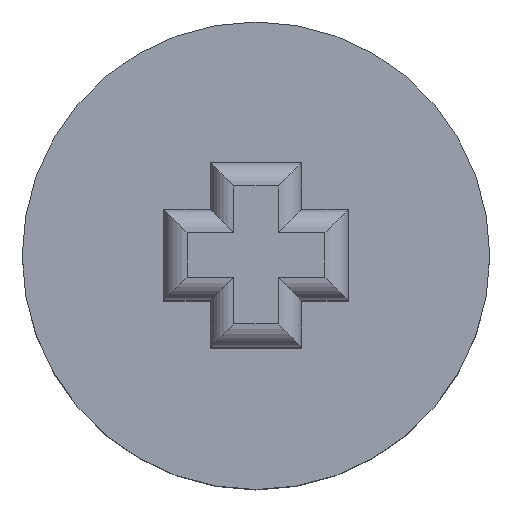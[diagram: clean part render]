
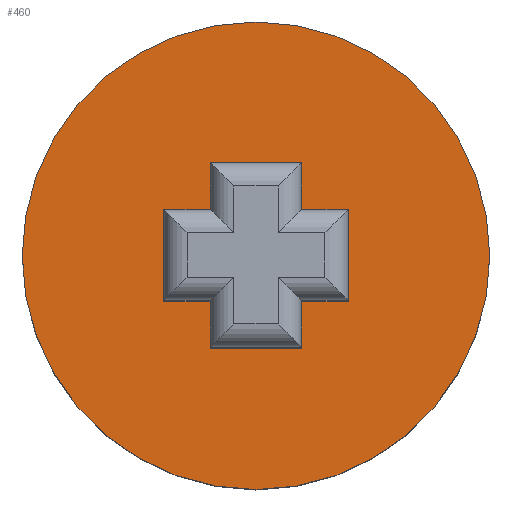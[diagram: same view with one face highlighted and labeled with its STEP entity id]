
A CAD part, top view. The second image highlights one B-rep face of the part: STEP entity #460.
In plain terms, the highlighted planar face has unit normal (0, 0, 1).
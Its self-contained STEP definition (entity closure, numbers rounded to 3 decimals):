
#15=FACE_BOUND('',#82,.T.);
#16=CIRCLE('',#514,10.);
#25=PLANE('',#516);
#53=FACE_OUTER_BOUND('',#81,.T.);
#81=EDGE_LOOP('',(#389));
#82=EDGE_LOOP('',(#390,#391,#392,#393,#394,#395,#396,#397,#398,#399,#400,
#401));
#127=LINE('',#736,#176);
#130=LINE('',#741,#179);
#132=LINE('',#745,#181);
#134=LINE('',#749,#183);
#136=LINE('',#753,#185);
#138=LINE('',#757,#187);
#140=LINE('',#767,#189);
#141=LINE('',#769,#190);
#142=LINE('',#771,#191);
#143=LINE('',#773,#192);
#144=LINE('',#775,#193);
#145=LINE('',#776,#194);
#176=VECTOR('',#601,10.);
#179=VECTOR('',#606,10.);
#181=VECTOR('',#610,10.);
#183=VECTOR('',#614,10.);
#185=VECTOR('',#618,10.);
#187=VECTOR('',#622,10.);
#189=VECTOR('',#634,10.);
#190=VECTOR('',#635,10.);
#191=VECTOR('',#636,10.);
#192=VECTOR('',#637,10.);
#193=VECTOR('',#638,10.);
#194=VECTOR('',#639,10.);
#224=VERTEX_POINT('',#733);
#225=VERTEX_POINT('',#735);
#226=VERTEX_POINT('',#739);
#227=VERTEX_POINT('',#743);
#228=VERTEX_POINT('',#747);
#229=VERTEX_POINT('',#751);
#230=VERTEX_POINT('',#755);
#231=VERTEX_POINT('',#760);
#233=VERTEX_POINT('',#766);
#234=VERTEX_POINT('',#768);
#235=VERTEX_POINT('',#770);
#236=VERTEX_POINT('',#772);
#237=VERTEX_POINT('',#774);
#275=EDGE_CURVE('',#224,#225,#127,.T.);
#278=EDGE_CURVE('',#226,#224,#130,.T.);
#280=EDGE_CURVE('',#227,#226,#132,.T.);
#282=EDGE_CURVE('',#228,#227,#134,.T.);
#284=EDGE_CURVE('',#229,#228,#136,.T.);
#286=EDGE_CURVE('',#230,#229,#138,.T.);
#287=EDGE_CURVE('',#231,#231,#16,.T.);
#290=EDGE_CURVE('',#225,#233,#140,.T.);
#291=EDGE_CURVE('',#234,#230,#141,.T.);
#292=EDGE_CURVE('',#235,#234,#142,.T.);
#293=EDGE_CURVE('',#236,#235,#143,.T.);
#294=EDGE_CURVE('',#237,#236,#144,.T.);
#295=EDGE_CURVE('',#233,#237,#145,.T.);
#389=ORIENTED_EDGE('',*,*,#287,.T.);
#390=ORIENTED_EDGE('',*,*,#290,.F.);
#391=ORIENTED_EDGE('',*,*,#275,.F.);
#392=ORIENTED_EDGE('',*,*,#278,.F.);
#393=ORIENTED_EDGE('',*,*,#280,.F.);
#394=ORIENTED_EDGE('',*,*,#282,.F.);
#395=ORIENTED_EDGE('',*,*,#284,.F.);
#396=ORIENTED_EDGE('',*,*,#286,.F.);
#397=ORIENTED_EDGE('',*,*,#291,.F.);
#398=ORIENTED_EDGE('',*,*,#292,.F.);
#399=ORIENTED_EDGE('',*,*,#293,.F.);
#400=ORIENTED_EDGE('',*,*,#294,.F.);
#401=ORIENTED_EDGE('',*,*,#295,.F.);
#460=ADVANCED_FACE('',(#53,#15),#25,.T.);
#514=AXIS2_PLACEMENT_3D('',#761,#627,#628);
#516=AXIS2_PLACEMENT_3D('',#765,#632,#633);
#601=DIRECTION('',(0.,-1.,0.));
#606=DIRECTION('',(-1.,0.,0.));
#610=DIRECTION('',(0.,1.,0.));
#614=DIRECTION('',(-1.,0.,0.));
#618=DIRECTION('',(0.,1.,0.));
#622=DIRECTION('',(1.,0.,0.));
#627=DIRECTION('center_axis',(0.,0.,1.));
#628=DIRECTION('ref_axis',(1.,0.,0.));
#632=DIRECTION('center_axis',(0.,0.,1.));
#633=DIRECTION('ref_axis',(1.,0.,0.));
#634=DIRECTION('',(-1.,0.,0.));
#635=DIRECTION('',(0.,1.,0.));
#636=DIRECTION('',(1.,0.,0.));
#637=DIRECTION('',(0.,-1.,0.));
#638=DIRECTION('',(1.,0.,0.));
#639=DIRECTION('',(0.,-1.,0.));
#733=CARTESIAN_POINT('',(158.05,-66.05,10.));
#735=CARTESIAN_POINT('',(158.05,-68.05,10.));
#736=CARTESIAN_POINT('',(158.05,-68.025,10.));
#739=CARTESIAN_POINT('',(161.95,-66.05,10.));
#741=CARTESIAN_POINT('',(160.975,-66.05,10.));
#743=CARTESIAN_POINT('',(161.95,-68.05,10.));
#745=CARTESIAN_POINT('',(161.95,-69.025,10.));
#747=CARTESIAN_POINT('',(163.95,-68.05,10.));
#749=CARTESIAN_POINT('',(161.975,-68.05,10.));
#751=CARTESIAN_POINT('',(163.95,-71.95,10.));
#753=CARTESIAN_POINT('',(163.95,-70.975,10.));
#755=CARTESIAN_POINT('',(161.95,-71.95,10.));
#757=CARTESIAN_POINT('',(160.975,-71.95,10.));
#760=CARTESIAN_POINT('',(150.,-70.,10.));
#761=CARTESIAN_POINT('Origin',(160.,-70.,10.));
#765=CARTESIAN_POINT('Origin',(160.,-70.,10.));
#766=CARTESIAN_POINT('',(156.05,-68.05,10.));
#767=CARTESIAN_POINT('',(159.025,-68.05,10.));
#768=CARTESIAN_POINT('',(161.95,-73.95,10.));
#769=CARTESIAN_POINT('',(161.95,-71.975,10.));
#770=CARTESIAN_POINT('',(158.05,-73.95,10.));
#771=CARTESIAN_POINT('',(159.025,-73.95,10.));
#772=CARTESIAN_POINT('',(158.05,-71.95,10.));
#773=CARTESIAN_POINT('',(158.05,-70.975,10.));
#774=CARTESIAN_POINT('',(156.05,-71.95,10.));
#775=CARTESIAN_POINT('',(158.025,-71.95,10.));
#776=CARTESIAN_POINT('',(156.05,-69.025,10.));
